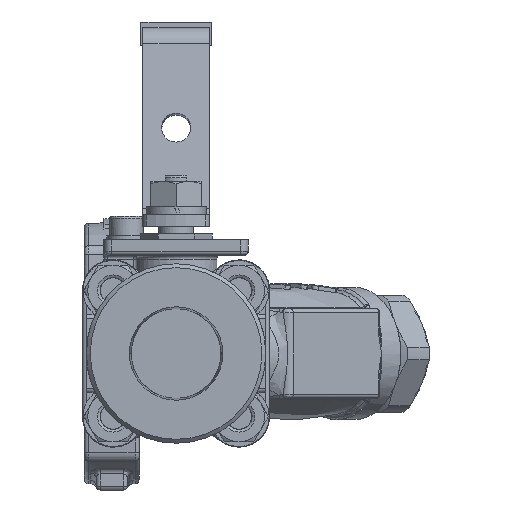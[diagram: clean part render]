
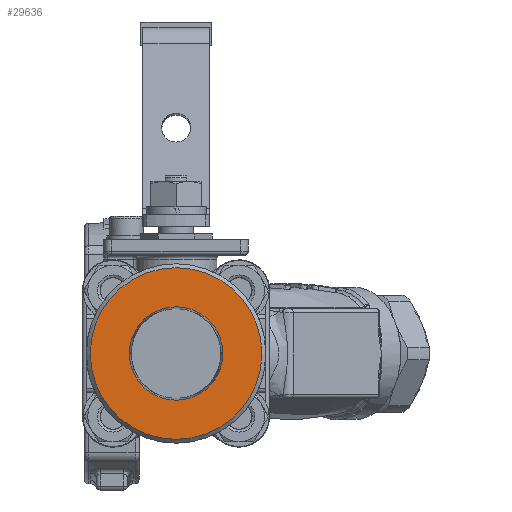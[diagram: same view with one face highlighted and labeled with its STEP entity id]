
A CAD part, left-side view. The second image highlights one B-rep face of the part: STEP entity #29636.
In plain terms, the highlighted planar face has unit normal (-1, 0, 0).
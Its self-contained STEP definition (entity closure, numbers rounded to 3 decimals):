
#6264=FACE_BOUND('',#8280,.T.);
#6434=FACE_OUTER_BOUND('',#8279,.T.);
#8279=EDGE_LOOP('',(#19684));
#8280=EDGE_LOOP('',(#19685,#19686));
#10289=CIRCLE('',#31547,11.987);
#10290=CIRCLE('',#31548,11.987);
#10291=CIRCLE('',#31550,22.);
#12062=VERTEX_POINT('',#44100);
#12063=VERTEX_POINT('',#44101);
#12064=VERTEX_POINT('',#44106);
#14959=EDGE_CURVE('',#12062,#12063,#10289,.T.);
#14960=EDGE_CURVE('',#12063,#12062,#10290,.T.);
#14962=EDGE_CURVE('',#12064,#12064,#10291,.T.);
#19684=ORIENTED_EDGE('',*,*,#14962,.F.);
#19685=ORIENTED_EDGE('',*,*,#14959,.T.);
#19686=ORIENTED_EDGE('',*,*,#14960,.T.);
#28923=PLANE('',#31549);
#29636=ADVANCED_FACE('',(#6434,#6264),#28923,.T.);
#31547=AXIS2_PLACEMENT_3D('',#44102,#35229,#35230);
#31548=AXIS2_PLACEMENT_3D('',#44103,#35231,#35232);
#31549=AXIS2_PLACEMENT_3D('',#44105,#35234,#35235);
#31550=AXIS2_PLACEMENT_3D('',#44107,#35236,#35237);
#35229=DIRECTION('center_axis',(1.,0.,0.));
#35230=DIRECTION('ref_axis',(0.,1.,0.));
#35231=DIRECTION('center_axis',(1.,0.,0.));
#35232=DIRECTION('ref_axis',(0.,1.,0.));
#35234=DIRECTION('center_axis',(-1.,0.,0.));
#35235=DIRECTION('ref_axis',(0.,1.,0.));
#35236=DIRECTION('center_axis',(1.,0.,0.));
#35237=DIRECTION('ref_axis',(0.,-1.,0.));
#44100=CARTESIAN_POINT('',(-258.835,41.15,0.25));
#44101=CARTESIAN_POINT('',(-258.835,17.176,0.25));
#44102=CARTESIAN_POINT('Origin',(-258.835,29.163,0.25));
#44103=CARTESIAN_POINT('Origin',(-258.835,29.163,0.25));
#44105=CARTESIAN_POINT('Origin',(-258.835,29.163,0.25));
#44106=CARTESIAN_POINT('',(-258.835,51.163,0.25));
#44107=CARTESIAN_POINT('Origin',(-258.835,29.163,0.25));
